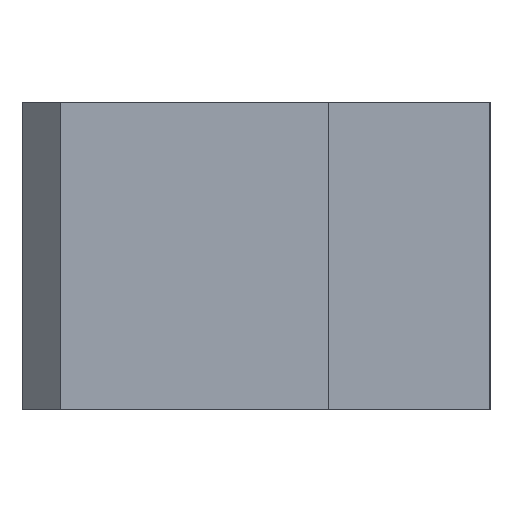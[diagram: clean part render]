
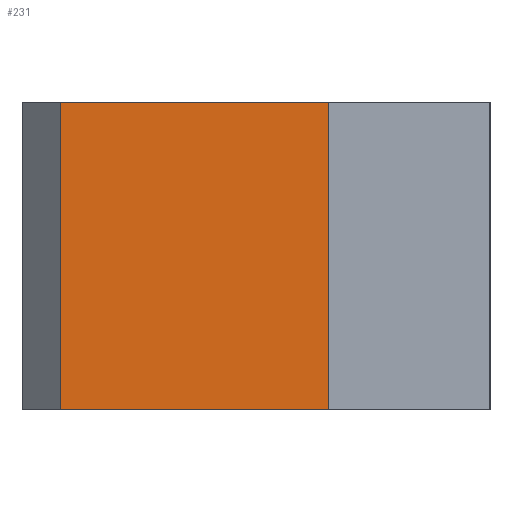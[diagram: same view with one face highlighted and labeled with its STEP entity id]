
A CAD part, left-side view. The second image highlights one B-rep face of the part: STEP entity #231.
In plain terms, the highlighted planar face has unit normal (-1, 0, 0).
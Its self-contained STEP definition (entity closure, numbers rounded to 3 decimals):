
#25=FACE_OUTER_BOUND('',#37,.T.);
#37=EDGE_LOOP('',(#195,#196,#197,#198));
#45=LINE('',#331,#75);
#55=LINE('',#350,#85);
#59=LINE('',#359,#89);
#68=LINE('',#376,#98);
#75=VECTOR('',#271,10.);
#85=VECTOR('',#285,10.);
#89=VECTOR('',#293,10.);
#98=VECTOR('',#312,10.);
#104=VERTEX_POINT('',#328);
#105=VERTEX_POINT('',#330);
#112=VERTEX_POINT('',#348);
#115=VERTEX_POINT('',#358);
#125=EDGE_CURVE('',#105,#104,#45,.T.);
#135=EDGE_CURVE('',#112,#104,#55,.T.);
#139=EDGE_CURVE('',#105,#115,#59,.T.);
#148=EDGE_CURVE('',#115,#112,#68,.T.);
#195=ORIENTED_EDGE('',*,*,#135,.F.);
#196=ORIENTED_EDGE('',*,*,#148,.F.);
#197=ORIENTED_EDGE('',*,*,#139,.F.);
#198=ORIENTED_EDGE('',*,*,#125,.T.);
#219=PLANE('',#257);
#231=ADVANCED_FACE('',(#25),#219,.T.);
#257=AXIS2_PLACEMENT_3D('',#375,#310,#311);
#271=DIRECTION('',(0.,1.,0.));
#285=DIRECTION('',(0.,0.,1.));
#293=DIRECTION('',(0.,0.,-1.));
#310=DIRECTION('center_axis',(-1.,0.,0.));
#311=DIRECTION('ref_axis',(0.,0.,1.));
#312=DIRECTION('',(0.,1.,0.));
#328=CARTESIAN_POINT('',(0.,7.,4.));
#330=CARTESIAN_POINT('',(0.,0.,4.));
#331=CARTESIAN_POINT('',(0.,0.,4.));
#348=CARTESIAN_POINT('',(0.,7.,-4.));
#350=CARTESIAN_POINT('',(0.,7.,-2.));
#358=CARTESIAN_POINT('',(0.,0.,-4.));
#359=CARTESIAN_POINT('',(0.,0.,4.));
#375=CARTESIAN_POINT('Origin',(0.,0.,-4.));
#376=CARTESIAN_POINT('',(0.,0.,-4.));
